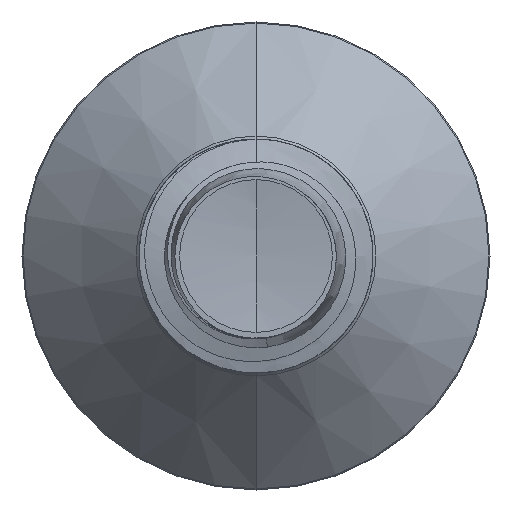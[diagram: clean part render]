
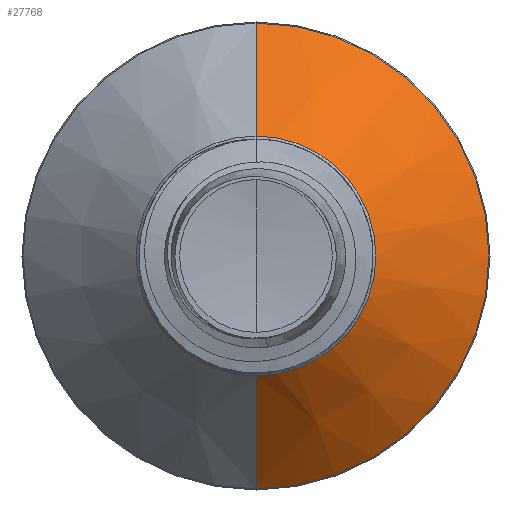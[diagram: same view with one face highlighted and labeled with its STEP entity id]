
A CAD part, front view. The second image highlights one B-rep face of the part: STEP entity #27768.
In plain terms, the highlighted conical face has half-angle 45 degrees and reference radius 2.563 mm.
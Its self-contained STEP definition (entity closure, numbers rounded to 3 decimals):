
#465 = DIRECTION ( 'NONE',  ( 0., 1., 0. ) ) ;
#703 = CARTESIAN_POINT ( 'NONE',  ( 0., 14.313, 2.563 ) ) ;
#850 = DIRECTION ( 'NONE',  ( 0., 0.707, 0.707 ) ) ;
#2633 = CARTESIAN_POINT ( 'NONE',  ( 0., 14.313, 0. ) ) ;
#2876 = CONICAL_SURFACE ( 'NONE', #21563, 2.563, 0.785 ) ;
#3490 = VECTOR ( 'NONE', #850, 1000. ) ;
#4688 = CARTESIAN_POINT ( 'NONE',  ( 0., 14.313, 2.563 ) ) ;
#4885 = EDGE_CURVE ( 'NONE', #5240, #31019, #18702, .T. ) ;
#5240 = VERTEX_POINT ( 'NONE', #703 ) ;
#5960 = DIRECTION ( 'NONE',  ( 0., 0., 1. ) ) ;
#6266 = CARTESIAN_POINT ( 'NONE',  ( 0., 14.313, 0. ) ) ;
#7684 = VERTEX_POINT ( 'NONE', #11635 ) ;
#7950 = VECTOR ( 'NONE', #26918, 1000. ) ;
#9224 = DIRECTION ( 'NONE',  ( 0., 1., 0. ) ) ;
#10330 = EDGE_CURVE ( 'NONE', #5240, #26485, #21697, .T. ) ;
#10359 = EDGE_LOOP ( 'NONE', ( #24783, #12769, #19246, #31997 ) ) ;
#11635 = CARTESIAN_POINT ( 'NONE',  ( 0., 16.728, -4.978 ) ) ;
#12611 = CARTESIAN_POINT ( 'NONE',  ( 0., 14.313, -2.563 ) ) ;
#12769 = ORIENTED_EDGE ( 'NONE', *, *, #25969, .T. ) ;
#15213 = EDGE_CURVE ( 'NONE', #31019, #7684, #21666, .T. ) ;
#16719 = AXIS2_PLACEMENT_3D ( 'NONE', #2633, #21322, #5960 ) ;
#17379 = CARTESIAN_POINT ( 'NONE',  ( 0., 16.728, 0. ) ) ;
#18702 = LINE ( 'NONE', #4688, #3490 ) ;
#19246 = ORIENTED_EDGE ( 'NONE', *, *, #15213, .F. ) ;
#19788 = DIRECTION ( 'NONE',  ( 0., 0., 1. ) ) ;
#20508 = CARTESIAN_POINT ( 'NONE',  ( 0., 16.728, 4.978 ) ) ;
#21237 = LINE ( 'NONE', #12611, #7950 ) ;
#21322 = DIRECTION ( 'NONE',  ( 0., 1., 0. ) ) ;
#21563 = AXIS2_PLACEMENT_3D ( 'NONE', #6266, #9224, #28561 ) ;
#21666 = CIRCLE ( 'NONE', #27576, 4.978 ) ;
#21697 = CIRCLE ( 'NONE', #16719, 2.563 ) ;
#24783 = ORIENTED_EDGE ( 'NONE', *, *, #10330, .T. ) ;
#25969 = EDGE_CURVE ( 'NONE', #26485, #7684, #21237, .T. ) ;
#26485 = VERTEX_POINT ( 'NONE', #29597 ) ;
#26918 = DIRECTION ( 'NONE',  ( 0., 0.707, -0.707 ) ) ;
#27576 = AXIS2_PLACEMENT_3D ( 'NONE', #17379, #465, #19788 ) ;
#27768 = ADVANCED_FACE ( 'NONE', ( #30815 ), #2876, .T. ) ;
#28561 = DIRECTION ( 'NONE',  ( 0., 0., 1. ) ) ;
#29597 = CARTESIAN_POINT ( 'NONE',  ( 0., 14.313, -2.563 ) ) ;
#30815 = FACE_OUTER_BOUND ( 'NONE', #10359, .T. ) ;
#31019 = VERTEX_POINT ( 'NONE', #20508 ) ;
#31997 = ORIENTED_EDGE ( 'NONE', *, *, #4885, .F. ) ;
